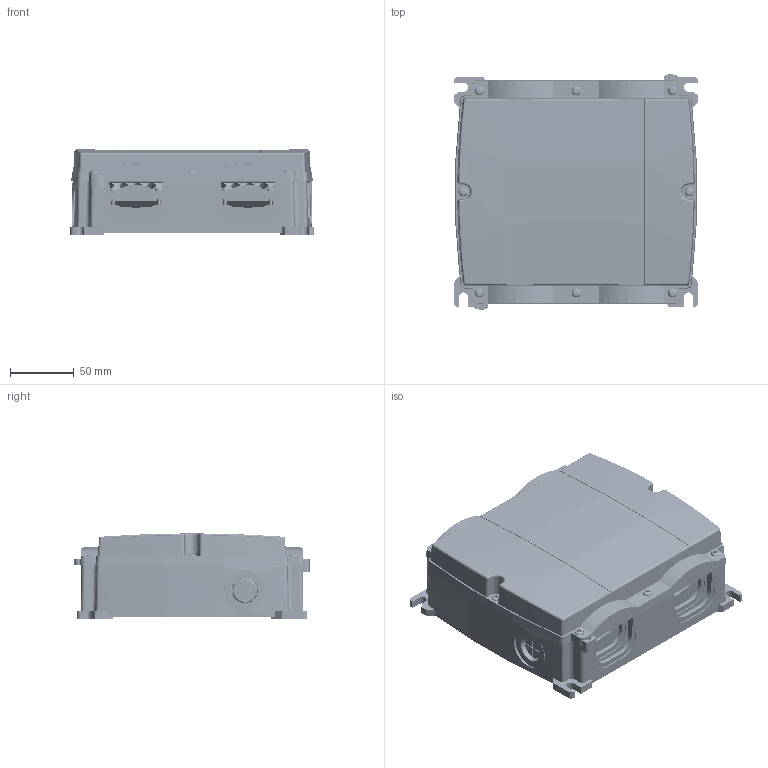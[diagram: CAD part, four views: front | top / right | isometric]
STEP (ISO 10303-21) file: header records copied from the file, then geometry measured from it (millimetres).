
FILE_DESCRIPTION(('CATIA V5 STEP Exchange','CAx-IF Rec.Pracs.--- Model Styling and Organization---1.4--- 2014-01-23'),'2;1');
FILE_NAME ('028307-5_2_1957590000_1957590000.stp','2021-08-17T14:19:06+00:00',('none'),('Weidmueller'),'CATIA Version 5-6 Release 2016 SP3 HF44','CATIA V5 STEP AP214','none');
FILE_SCHEMA(('AUTOMOTIVE_DESIGN { 1 0 10303 214 1 1 1 1 }'));
Length unit declared in the file: millimetre
Products named in the file (1): 1957590000
Bounding box: 192 x 185.13 x 67 mm (x, y, z)
Volume: 793451.8 mm3; surface area: 521987.9 mm2
Topology: 113 solids, 117 shells, 8996 faces, 26094 edges, 17482 vertices
Faces by surface type: plane 5869, cylinder 2115, cone 521, torus 258, sphere 112, extrusion 74, bspline 47
Entity records: 293683 total; most frequent: CARTESIAN_POINT 70755, ORIENTED_EDGE 52140, DIRECTION 35897, EDGE_CURVE 26070, VECTOR 18357, LINE 18283, VERTEX_POINT 17482, AXIS2_PLACEMENT_3D 11149
